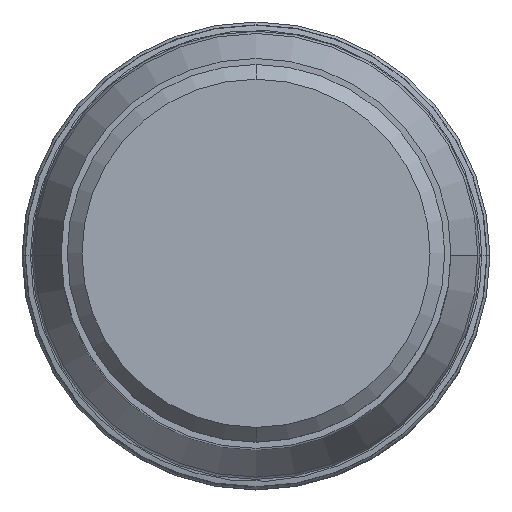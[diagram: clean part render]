
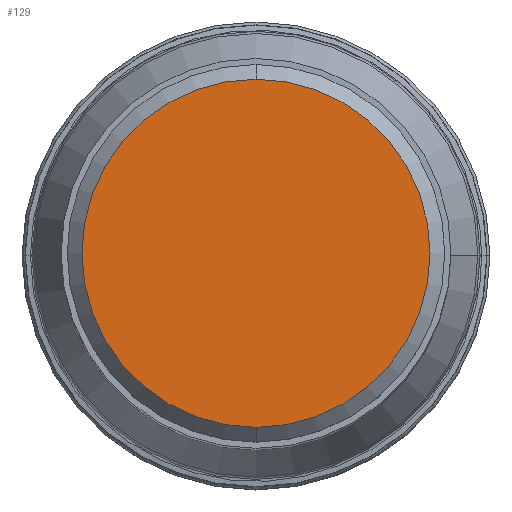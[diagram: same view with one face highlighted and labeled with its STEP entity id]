
A CAD part, top view. The second image highlights one B-rep face of the part: STEP entity #129.
In plain terms, the highlighted planar face has unit normal (0, 0, 1).
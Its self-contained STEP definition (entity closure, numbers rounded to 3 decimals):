
#34=PLANE('',#1169);
#129=ADVANCED_FACE('',(#210),#34,.F.);
#210=FACE_OUTER_BOUND('',#270,.T.);
#270=EDGE_LOOP('',(#462,#463));
#462=ORIENTED_EDGE('',*,*,#738,.T.);
#463=ORIENTED_EDGE('',*,*,#739,.T.);
#619=VERTEX_POINT('',#2190);
#620=VERTEX_POINT('',#2191);
#738=EDGE_CURVE('',#619,#620,#877,.T.);
#739=EDGE_CURVE('',#620,#619,#878,.T.);
#877=CIRCLE('',#1167,14.175);
#878=CIRCLE('',#1168,14.175);
#1167=AXIS2_PLACEMENT_3D('',#2189,#1426,#1427);
#1168=AXIS2_PLACEMENT_3D('',#2192,#1428,#1429);
#1169=AXIS2_PLACEMENT_3D('',#2193,#1430,#1431);
#1426=DIRECTION('',(0.,0.,1.));
#1427=DIRECTION('',(0.,-1.,0.));
#1428=DIRECTION('',(0.,0.,1.));
#1429=DIRECTION('',(0.,1.,0.));
#1430=DIRECTION('',(0.,0.,-1.));
#1431=DIRECTION('',(-1.,0.,0.));
#2189=CARTESIAN_POINT('',(0.,0.,42.863));
#2190=CARTESIAN_POINT('',(0.,-14.175,42.863));
#2191=CARTESIAN_POINT('',(0.,14.175,42.863));
#2192=CARTESIAN_POINT('',(0.,0.,42.863));
#2193=CARTESIAN_POINT('',(0.,0.,42.863));
